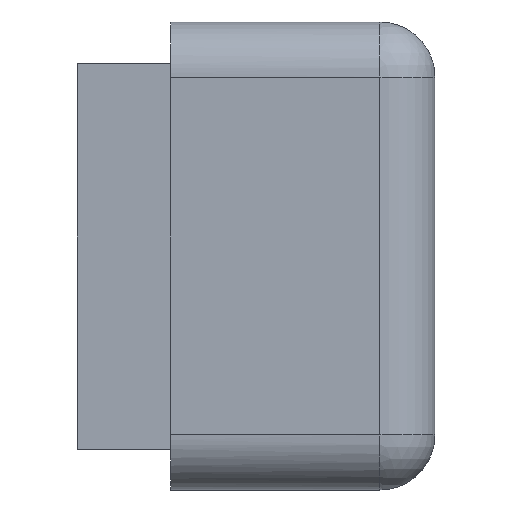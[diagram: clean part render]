
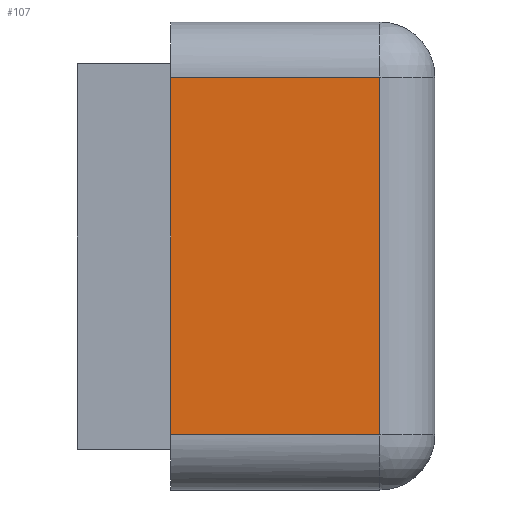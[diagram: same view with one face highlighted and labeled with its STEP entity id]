
A CAD part, left-side view. The second image highlights one B-rep face of the part: STEP entity #107.
In plain terms, the highlighted planar face has unit normal (-1, 0, 0).
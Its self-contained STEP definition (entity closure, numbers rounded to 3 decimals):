
#107=ADVANCED_FACE('',(#365),#367,.T.);
#365=FACE_BOUND('',#366,.T.);
#366=EDGE_LOOP('',(#569,#570,#571,#572));
#367=PLANE('',#368);
#368=AXIS2_PLACEMENT_3D('',#369,#370,#371);
#369=CARTESIAN_POINT('',(-0.625,0.,-0.425));
#370=DIRECTION('',(-1.,0.,0.));
#371=DIRECTION('',(0.,0.,1.));
#569=ORIENTED_EDGE('',*,*,#699,.F.);
#570=ORIENTED_EDGE('',*,*,#673,.F.);
#571=ORIENTED_EDGE('',*,*,#700,.T.);
#572=ORIENTED_EDGE('',*,*,#685,.T.);
#673=EDGE_CURVE('',#744,#738,#746,.T.);
#685=EDGE_CURVE('',#770,#767,#771,.T.);
#699=EDGE_CURVE('',#738,#767,#791,.F.);
#700=EDGE_CURVE('',#744,#770,#792,.T.);
#738=VERTEX_POINT('',#846);
#744=VERTEX_POINT('',#860);
#746=LINE('',#865,#866);
#767=VERTEX_POINT('',#914);
#770=VERTEX_POINT('',#920);
#771=LINE('',#921,#922);
#791=LINE('',#971,#972);
#792=LINE('',#974,#975);
#846=CARTESIAN_POINT('',(-0.625,0.48,-0.325));
#860=CARTESIAN_POINT('',(-0.625,0.1,-0.325));
#865=CARTESIAN_POINT('',(-0.625,0.1,-0.325));
#866=VECTOR('',#867,1.);
#867=DIRECTION('',(0.,1.,0.));
#914=CARTESIAN_POINT('',(-0.625,0.48,0.325));
#920=CARTESIAN_POINT('',(-0.625,0.1,0.325));
#921=CARTESIAN_POINT('',(-0.625,0.1,0.325));
#922=VECTOR('',#923,1.);
#923=DIRECTION('',(0.,1.,0.));
#971=CARTESIAN_POINT('',(-0.625,0.48,0.325));
#972=VECTOR('',#973,1.);
#973=DIRECTION('',(0.,0.,-1.));
#974=CARTESIAN_POINT('',(-0.625,0.1,-0.325));
#975=VECTOR('',#976,1.);
#976=DIRECTION('',(0.,0.,1.));
